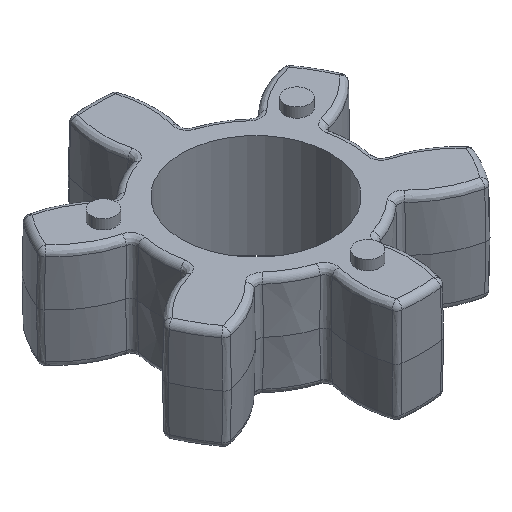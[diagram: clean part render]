
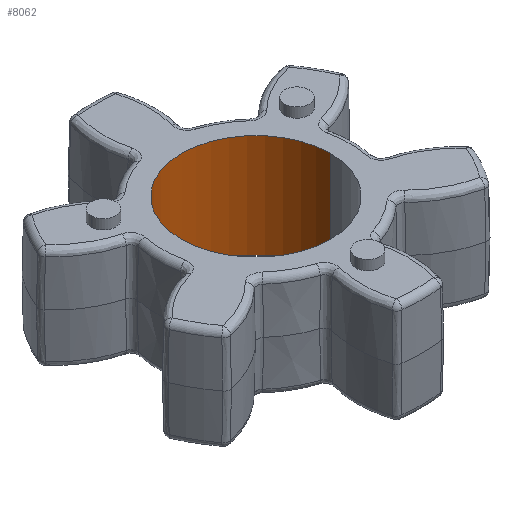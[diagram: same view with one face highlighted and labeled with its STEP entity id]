
A CAD part, isometric view. The second image highlights one B-rep face of the part: STEP entity #8062.
In plain terms, the highlighted cylindrical face has radius 8.89 mm (diameter 17.78 mm), a partial arc.
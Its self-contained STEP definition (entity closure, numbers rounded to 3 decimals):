
#440 = ORIENTED_EDGE ( 'NONE', *, *, #3023, .T. ) ;
#713 = LINE ( 'NONE', #3426, #4602 ) ;
#878 = AXIS2_PLACEMENT_3D ( 'NONE', #7704, #3319, #8461 ) ;
#932 = FACE_OUTER_BOUND ( 'NONE', #1629, .T. ) ;
#1568 = VERTEX_POINT ( 'NONE', #5662 ) ;
#1629 = EDGE_LOOP ( 'NONE', ( #7619, #440, #2328, #7992 ) ) ;
#1705 = VERTEX_POINT ( 'NONE', #6363 ) ;
#2324 = DIRECTION ( 'NONE',  ( -1., 0., 0. ) ) ;
#2328 = ORIENTED_EDGE ( 'NONE', *, *, #6364, .T. ) ;
#3023 = EDGE_CURVE ( 'NONE', #1705, #1568, #7334, .T. ) ;
#3319 = DIRECTION ( 'NONE',  ( 0., 0., -1. ) ) ;
#3426 = CARTESIAN_POINT ( 'NONE',  ( 8.89, 0., -6.16 ) ) ;
#3618 = CARTESIAN_POINT ( 'NONE',  ( -8.89, 0., -6.16 ) ) ;
#3863 = DIRECTION ( 'NONE',  ( 0., 0., 1. ) ) ;
#4350 = DIRECTION ( 'NONE',  ( 0., 0., -1. ) ) ;
#4554 = CARTESIAN_POINT ( 'NONE',  ( 8.89, 0., -6.16 ) ) ;
#4602 = VECTOR ( 'NONE', #8576, 1000. ) ;
#4634 = DIRECTION ( 'NONE',  ( 0., 0., -1. ) ) ;
#4774 = EDGE_CURVE ( 'NONE', #1705, #5069, #713, .T. ) ;
#5012 = CARTESIAN_POINT ( 'NONE',  ( -8.89, 0., -6.16 ) ) ;
#5069 = VERTEX_POINT ( 'NONE', #4554 ) ;
#5392 = VECTOR ( 'NONE', #4350, 1000. ) ;
#5662 = CARTESIAN_POINT ( 'NONE',  ( -8.89, 0., 6.16 ) ) ;
#6162 = EDGE_CURVE ( 'NONE', #7084, #5069, #7794, .T. ) ;
#6363 = CARTESIAN_POINT ( 'NONE',  ( 8.89, 0., 6.16 ) ) ;
#6364 = EDGE_CURVE ( 'NONE', #1568, #7084, #7567, .T. ) ;
#7084 = VERTEX_POINT ( 'NONE', #5012 ) ;
#7334 = CIRCLE ( 'NONE', #8055, 8.89 ) ;
#7567 = LINE ( 'NONE', #3618, #5392 ) ;
#7619 = ORIENTED_EDGE ( 'NONE', *, *, #4774, .F. ) ;
#7704 = CARTESIAN_POINT ( 'NONE',  ( 0., 0., -6.16 ) ) ;
#7794 = CIRCLE ( 'NONE', #878, 8.89 ) ;
#7992 = ORIENTED_EDGE ( 'NONE', *, *, #6162, .T. ) ;
#8055 = AXIS2_PLACEMENT_3D ( 'NONE', #8265, #3863, #9018 ) ;
#8062 = ADVANCED_FACE ( 'NONE', ( #932 ), #8504, .F. ) ;
#8265 = CARTESIAN_POINT ( 'NONE',  ( 0., 0., 6.16 ) ) ;
#8461 = DIRECTION ( 'NONE',  ( -1., 0., 0. ) ) ;
#8504 = CYLINDRICAL_SURFACE ( 'NONE', #9317, 8.89 ) ;
#8576 = DIRECTION ( 'NONE',  ( 0., 0., -1. ) ) ;
#9018 = DIRECTION ( 'NONE',  ( 1., 0., 0. ) ) ;
#9039 = CARTESIAN_POINT ( 'NONE',  ( 0., 0., -6.16 ) ) ;
#9317 = AXIS2_PLACEMENT_3D ( 'NONE', #9039, #4634, #2324 ) ;
